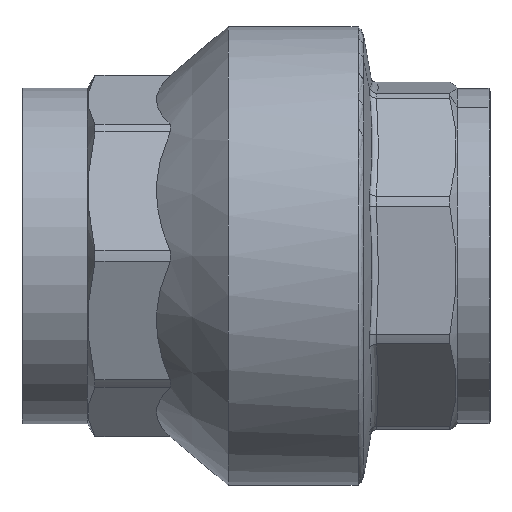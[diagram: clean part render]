
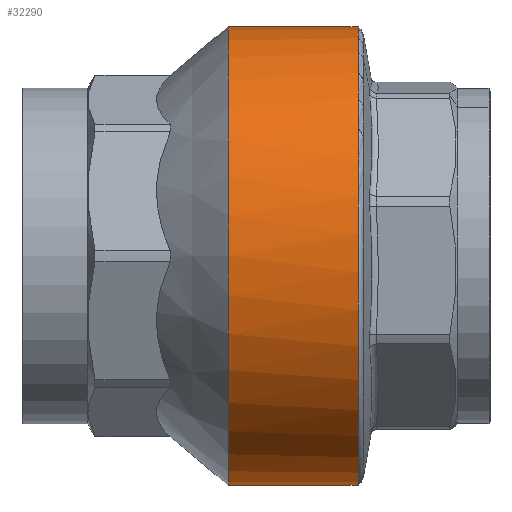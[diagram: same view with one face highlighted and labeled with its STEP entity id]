
A CAD part, top view. The second image highlights one B-rep face of the part: STEP entity #32290.
In plain terms, the highlighted cylindrical face has radius 66.5 mm (diameter 133 mm), a partial arc.
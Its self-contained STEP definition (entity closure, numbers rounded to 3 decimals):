
#6990=CARTESIAN_POINT('',(-36.188,-66.5,0.));
#7000=VERTEX_POINT('',#6990);
#7030=CARTESIAN_POINT('',(-36.188,0.,
0.));
#7040=DIRECTION('',(1.,0.,0.));
#7050=DIRECTION('',(0.,-1.,0.));
#7060=AXIS2_PLACEMENT_3D('',#7030,#7040,#7050);
#7070=CIRCLE('',#7060,66.5);
#7080=CARTESIAN_POINT('',(-36.188,66.5,0.));
#7090=VERTEX_POINT('',#7080);
#31930=CARTESIAN_POINT('',(-19.435,0.,0.));
#31940=DIRECTION('',(-1.,0.,0.));
#31950=DIRECTION('',(0.,1.,0.));
#31960=AXIS2_PLACEMENT_3D('',#31930,#31940,#31950);
#31970=CYLINDRICAL_SURFACE('',#31960,66.5);
#31980=CARTESIAN_POINT('',(1.475,0.,0.));
#31990=DIRECTION('',(-1.,0.,0.));
#32000=DIRECTION('',(0.,1.,0.));
#32010=AXIS2_PLACEMENT_3D('',#31980,#31990,#32000);
#32020=CIRCLE('',#32010,66.5);
#32030=CARTESIAN_POINT('',(1.475,-66.5,0.))
;
#32040=VERTEX_POINT('',#32030);
#32050=CARTESIAN_POINT('',(1.475,58.986,
30.706));
#32060=VERTEX_POINT('',#32050);
#32070=EDGE_CURVE('',#32040,#32060,#32020,.T.);
#32080=ORIENTED_EDGE('',*,*,#32070,.T.);
#32090=CARTESIAN_POINT('',(-19.435,-66.5,0.));
#32100=DIRECTION('',(-1.,0.,0.));
#32110=VECTOR('',#32100,1.);
#32120=LINE('',#32090,#32110);
#32130=EDGE_CURVE('',#32040,#7000,#32120,.T.);
#32140=ORIENTED_EDGE('',*,*,#32130,.F.);
#32150=EDGE_CURVE('',#7090,#7000,#7070,.T.);
#32160=ORIENTED_EDGE('',*,*,#32150,.T.);
#32170=CARTESIAN_POINT('',(-19.435,66.5,0.));
#32180=DIRECTION('',(-1.,0.,0.));
#32190=VECTOR('',#32180,1.);
#32200=LINE('',#32170,#32190);
#32210=CARTESIAN_POINT('',(1.475,66.5,0.));
#32220=VERTEX_POINT('',#32210);
#32230=EDGE_CURVE('',#32220,#7090,#32200,.T.);
#32240=ORIENTED_EDGE('',*,*,#32230,.T.);
#32250=EDGE_CURVE('',#32060,#32220,#32020,.T.);
#32260=ORIENTED_EDGE('',*,*,#32250,.T.);
#32270=EDGE_LOOP('',(#32260,#32240,#32160,#32140,#32080));
#32280=FACE_OUTER_BOUND('',#32270,.T.);
#32290=ADVANCED_FACE('',(#32280),#31970,.T.);
